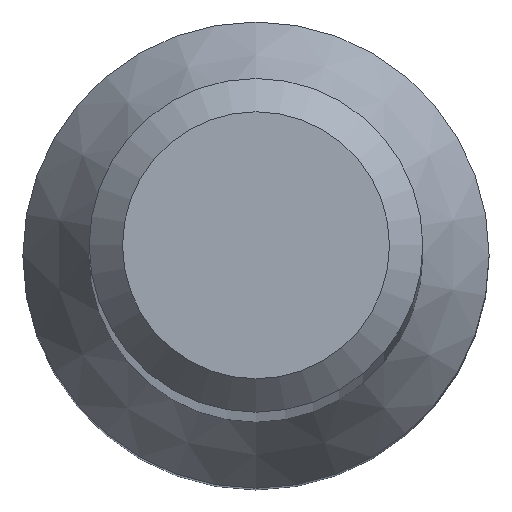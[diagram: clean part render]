
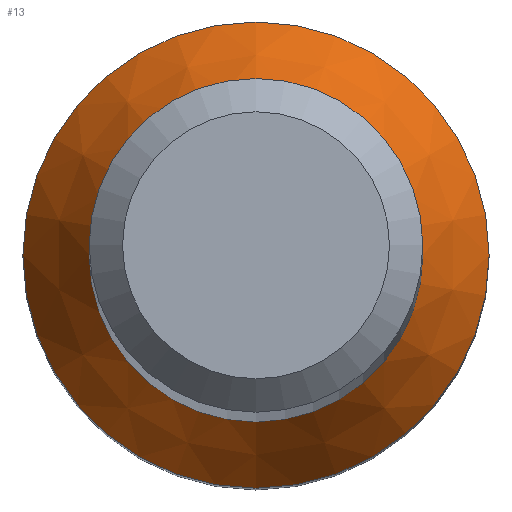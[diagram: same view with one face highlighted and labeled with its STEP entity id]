
A CAD part, top view. The second image highlights one B-rep face of the part: STEP entity #13.
In plain terms, the highlighted conical face has half-angle 30 degrees and reference radius 2.794 mm.
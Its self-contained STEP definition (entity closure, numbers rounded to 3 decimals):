
#13 = ADVANCED_FACE ( 'NONE', ( #125, #63 ), #188, .T. ) ;
#14 = ORIENTED_EDGE ( 'NONE', *, *, #191, .F. ) ;
#16 = VERTEX_POINT ( 'NONE', #72 ) ;
#25 = EDGE_LOOP ( 'NONE', ( #14 ) ) ;
#53 = DIRECTION ( 'NONE',  ( 0., 1., 0. ) ) ;
#63 = FACE_OUTER_BOUND ( 'NONE', #25, .T. ) ;
#72 = CARTESIAN_POINT ( 'NONE',  ( 0., 2.794, 12.617 ) ) ;
#85 = DIRECTION ( 'NONE',  ( 0., 0., -1. ) ) ;
#89 = VERTEX_POINT ( 'NONE', #238 ) ;
#111 = CARTESIAN_POINT ( 'NONE',  ( 0., 0., 13.992 ) ) ;
#113 = CIRCLE ( 'NONE', #131, 2. ) ;
#122 = AXIS2_PLACEMENT_3D ( 'NONE', #206, #128, #202 ) ;
#125 = FACE_BOUND ( 'NONE', #192, .T. ) ;
#126 = CARTESIAN_POINT ( 'NONE',  ( 0., 0., 12.617 ) ) ;
#128 = DIRECTION ( 'NONE',  ( 0., 0., -1. ) ) ;
#131 = AXIS2_PLACEMENT_3D ( 'NONE', #111, #187, #53 ) ;
#148 = AXIS2_PLACEMENT_3D ( 'NONE', #126, #85, #180 ) ;
#180 = DIRECTION ( 'NONE',  ( 0., 1., 0. ) ) ;
#187 = DIRECTION ( 'NONE',  ( 0., 0., -1. ) ) ;
#188 = CONICAL_SURFACE ( 'NONE', #148, 2.794, 0.524 ) ;
#191 = EDGE_CURVE ( 'NONE', #16, #16, #241, .T. ) ;
#192 = EDGE_LOOP ( 'NONE', ( #195 ) ) ;
#195 = ORIENTED_EDGE ( 'NONE', *, *, #235, .T. ) ;
#202 = DIRECTION ( 'NONE',  ( 0., 1., 0. ) ) ;
#206 = CARTESIAN_POINT ( 'NONE',  ( 0., 0., 12.617 ) ) ;
#235 = EDGE_CURVE ( 'NONE', #89, #89, #113, .T. ) ;
#238 = CARTESIAN_POINT ( 'NONE',  ( 0., 2., 13.992 ) ) ;
#241 = CIRCLE ( 'NONE', #122, 2.794 ) ;
